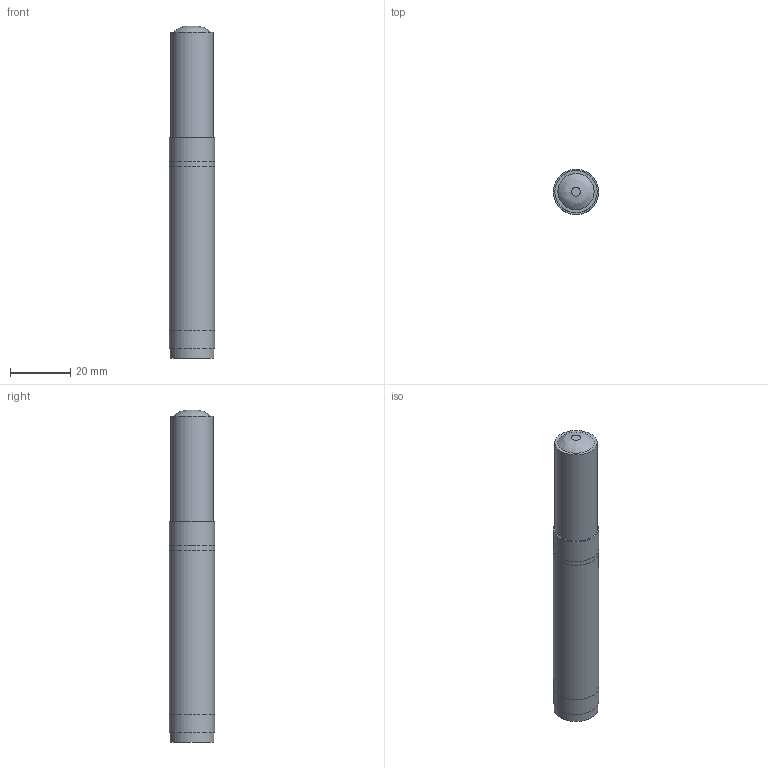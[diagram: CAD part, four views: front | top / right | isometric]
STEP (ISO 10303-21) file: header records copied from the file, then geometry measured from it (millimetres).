
FILE_DESCRIPTION(/* description */ (''),/* implementation_level */ '2;1');
FILE_NAME(/* name */ '3d_SENS-H-S3_APONE.step',/* time_stamp */ '2021-08-05T11:00:43+02:00',/* author */ (''),/* organization */ (''),/* preprocessor_version */ 'ST-DEVELOPER v18.1',/* originating_system */ 'Autodesk Translation Framework v10.9.0.1377',/* authorisation */ '');
FILE_SCHEMA (('AUTOMOTIVE_DESIGN { 1 0 10303 214 3 1 1 }'));
Length unit declared in the file: millimetre
Products named in the file (2): SENS-H-S3; Filtr_R1
Assembly tree (1 placements, depth 2):
  SENS-H-S3
    Filtr_R1
Bounding box: 15 x 15 x 110 mm (x, y, z)
Volume: 17997.9 mm3; surface area: 7176.7 mm2
Topology: 5 solids, 5 shells, 55 faces, 117 edges, 78 vertices
Faces by surface type: cylinder 25, plane 23, bspline 7
Full cylindrical faces by diameter (mm): 8.5 x1, 10 x1, 10.137 x2, 11.85 x3, 12.5 x3, 14 x1, 14.5 x1, 15 x4
Entity records: 2769 total; most frequent: CARTESIAN_POINT 1522, ORIENTED_EDGE 234, DIRECTION 234, EDGE_CURVE 117, AXIS2_PLACEMENT_3D 94, VERTEX_POINT 78, EDGE_LOOP 67, FACE_OUTER_BOUND 55
